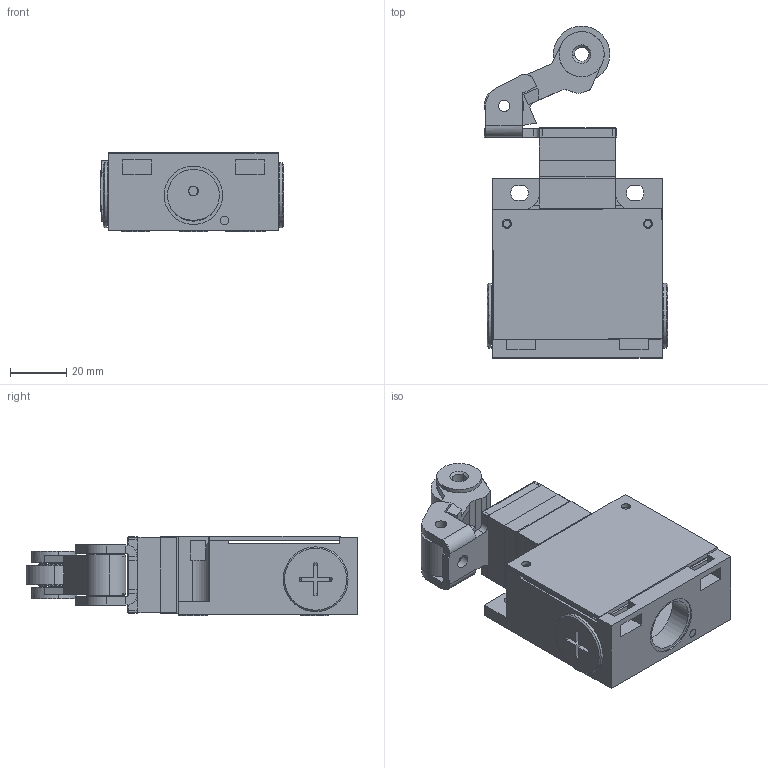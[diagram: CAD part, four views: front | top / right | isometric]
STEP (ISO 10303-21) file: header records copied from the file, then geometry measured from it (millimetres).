
FILE_DESCRIPTION(('STEP AP242'),'1');
FILE_NAME('switch_xckm121.stp','2019-09-25T15:46:07',('TraceParts'),('TraceParts S.A.'),'Spatial InterOp 3D',' ',' ');
FILE_SCHEMA(('AP242_MANAGED_MODEL_BASED_3D_ENGINEERING_MIM_LF {1 0 10303 442 1 1 4}'));
Length unit declared in the file: millimetre
Products named in the file (1): switch_xckm121_1
Bounding box: 65 x 117.67 x 28.3 mm (x, y, z)
Volume: 67440.5 mm3; surface area: 49500 mm2
Topology: 11 solids, 15 shells, 607 faces, 1598 edges, 1044 vertices
Faces by surface type: plane 336, cylinder 185, cone 66, torus 16, bspline 4
Entity records: 19182 total; most frequent: CARTESIAN_POINT 3622, DIRECTION 3312, ORIENTED_EDGE 3196, EDGE_CURVE 1598, AXIS2_PLACEMENT_3D 1141, VERTEX_POINT 1044, LINE 1030, VECTOR 1030
